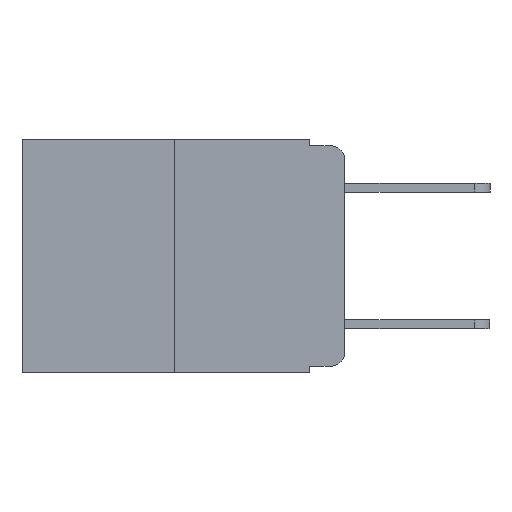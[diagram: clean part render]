
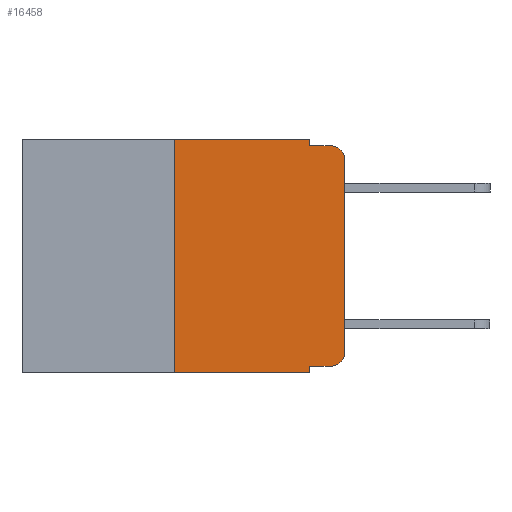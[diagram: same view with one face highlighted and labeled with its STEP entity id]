
A CAD part, left-side view. The second image highlights one B-rep face of the part: STEP entity #16458.
In plain terms, the highlighted planar face has unit normal (-1, 0, 0).
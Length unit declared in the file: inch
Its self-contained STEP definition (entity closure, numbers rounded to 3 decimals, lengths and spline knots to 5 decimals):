
#304 = ORIENTED_EDGE ( 'NONE', *, *, #10787, .F. ) ;
#444 = ORIENTED_EDGE ( 'NONE', *, *, #8297, .F. ) ;
#496 = DIRECTION ( 'NONE',  ( 0., 0., -1. ) ) ;
#551 = ORIENTED_EDGE ( 'NONE', *, *, #10813, .F. ) ;
#575 = ORIENTED_EDGE ( 'NONE', *, *, #10388, .T. ) ;
#650 = LINE ( 'NONE', #17989, #9830 ) ;
#672 = ORIENTED_EDGE ( 'NONE', *, *, #10816, .F. ) ;
#684 = DIRECTION ( 'NONE',  ( -1., 0., 0. ) ) ;
#743 = ORIENTED_EDGE ( 'NONE', *, *, #10819, .T. ) ;
#807 = ORIENTED_EDGE ( 'NONE', *, *, #10823, .T. ) ;
#2647 = CARTESIAN_POINT ( 'NONE',  ( 0., 0.051, -0.333 ) ) ;
#3022 = VERTEX_POINT ( 'NONE', #5429 ) ;
#3178 = CARTESIAN_POINT ( 'NONE',  ( 0., 0.051, 0. ) ) ;
#3382 = FACE_OUTER_BOUND ( 'NONE', #4758, .T. ) ;
#3906 = CIRCLE ( 'NONE', #19330, 0.02 ) ;
#4219 = CARTESIAN_POINT ( 'NONE',  ( 0., 0., 0. ) ) ;
#4296 = DIRECTION ( 'NONE',  ( 0., -1., 0. ) ) ;
#4377 = CARTESIAN_POINT ( 'NONE',  ( 0., 0.051, 0. ) ) ;
#4425 = LINE ( 'NONE', #4377, #16353 ) ;
#4431 = DIRECTION ( 'NONE',  ( 0., -1., 0. ) ) ;
#4758 = EDGE_LOOP ( 'NONE', ( #15972, #16598, #16887, #304, #444, #551, #575, #672, #743, #807 ) ) ;
#5429 = CARTESIAN_POINT ( 'NONE',  ( 0., 0.02, -0.333 ) ) ;
#6033 = VECTOR ( 'NONE', #19754, 39.37008 ) ;
#6302 = VERTEX_POINT ( 'NONE', #15942 ) ;
#7631 = CARTESIAN_POINT ( 'NONE',  ( 0., 0.051, -0.01 ) ) ;
#7708 = CARTESIAN_POINT ( 'NONE',  ( 0., 0.051, 0. ) ) ;
#7797 = LINE ( 'NONE', #2647, #19068 ) ;
#8297 = EDGE_CURVE ( 'NONE', #6302, #18914, #650, .T. ) ;
#8335 = LINE ( 'NONE', #7708, #19495 ) ;
#9439 = CIRCLE ( 'NONE', #12904, 0.02 ) ;
#9473 = VERTEX_POINT ( 'NONE', #16085 ) ;
#9518 = DIRECTION ( 'NONE',  ( -1., 0., 0. ) ) ;
#9830 = VECTOR ( 'NONE', #10926, 39.37008 ) ;
#10008 = CARTESIAN_POINT ( 'NONE',  ( 0., 0.02, -0.01 ) ) ;
#10214 = CARTESIAN_POINT ( 'NONE',  ( 0., 0., -0.313 ) ) ;
#10388 = EDGE_CURVE ( 'NONE', #9473, #19615, #10477, .T. ) ;
#10477 = LINE ( 'NONE', #18404, #6033 ) ;
#10749 = DIRECTION ( 'NONE',  ( 1., 0., 0. ) ) ;
#10751 = EDGE_CURVE ( 'NONE', #13061, #15363, #17220, .T. ) ;
#10753 = EDGE_CURVE ( 'NONE', #15363, #11010, #9439, .T. ) ;
#10782 = EDGE_CURVE ( 'NONE', #19326, #11010, #13080, .T. ) ;
#10787 = EDGE_CURVE ( 'NONE', #18914, #19326, #4425, .T. ) ;
#10813 = EDGE_CURVE ( 'NONE', #9473, #6302, #15922, .T. ) ;
#10816 = EDGE_CURVE ( 'NONE', #11112, #19615, #8335, .T. ) ;
#10819 = EDGE_CURVE ( 'NONE', #11112, #3022, #7797, .T. ) ;
#10823 = EDGE_CURVE ( 'NONE', #3022, #13061, #3906, .T. ) ;
#10914 = CARTESIAN_POINT ( 'NONE',  ( 0., 0.02, -0.03 ) ) ;
#10926 = DIRECTION ( 'NONE',  ( 0., -1., 0. ) ) ;
#10986 = DIRECTION ( 'NONE',  ( 0., 0., -1. ) ) ;
#11010 = VERTEX_POINT ( 'NONE', #10008 ) ;
#11112 = VERTEX_POINT ( 'NONE', #11851 ) ;
#11851 = CARTESIAN_POINT ( 'NONE',  ( 0., 0.051, -0.333 ) ) ;
#12138 = VECTOR ( 'NONE', #19449, 39.37008 ) ;
#12301 = CARTESIAN_POINT ( 'NONE',  ( 0., 0., -0.03 ) ) ;
#12441 = DIRECTION ( 'NONE',  ( 0., 0., -1. ) ) ;
#12576 = DIRECTION ( 'NONE',  ( 0., 0., -1. ) ) ;
#12603 = VECTOR ( 'NONE', #4296, 39.37008 ) ;
#12904 = AXIS2_PLACEMENT_3D ( 'NONE', #10914, #684, #12441 ) ;
#13061 = VERTEX_POINT ( 'NONE', #10214 ) ;
#13080 = LINE ( 'NONE', #7631, #12603 ) ;
#13715 = PLANE ( 'NONE',  #15083 ) ;
#15083 = AXIS2_PLACEMENT_3D ( 'NONE', #17825, #10749, #496 ) ;
#15363 = VERTEX_POINT ( 'NONE', #12301 ) ;
#15523 = CARTESIAN_POINT ( 'NONE',  ( 0., 0.051, -0.343 ) ) ;
#15922 = LINE ( 'NONE', #18092, #12138 ) ;
#15942 = CARTESIAN_POINT ( 'NONE',  ( 0., 0.25, 0. ) ) ;
#15972 = ORIENTED_EDGE ( 'NONE', *, *, #10751, .T. ) ;
#16085 = CARTESIAN_POINT ( 'NONE',  ( 0., 0.25, -0.343 ) ) ;
#16353 = VECTOR ( 'NONE', #10986, 39.37008 ) ;
#16377 = CARTESIAN_POINT ( 'NONE',  ( 0., 0.051, -0.01 ) ) ;
#16458 = ADVANCED_FACE ( 'NONE', ( #3382 ), #13715, .F. ) ;
#16598 = ORIENTED_EDGE ( 'NONE', *, *, #10753, .T. ) ;
#16651 = DIRECTION ( 'NONE',  ( 0., 0., 1. ) ) ;
#16797 = VECTOR ( 'NONE', #16651, 39.37008 ) ;
#16887 = ORIENTED_EDGE ( 'NONE', *, *, #10782, .F. ) ;
#17220 = LINE ( 'NONE', #4219, #16797 ) ;
#17825 = CARTESIAN_POINT ( 'NONE',  ( 0., 0.473, 0. ) ) ;
#17989 = CARTESIAN_POINT ( 'NONE',  ( 0., 0.473, 0. ) ) ;
#18092 = CARTESIAN_POINT ( 'NONE',  ( 0., 0.25, 0. ) ) ;
#18160 = CARTESIAN_POINT ( 'NONE',  ( 0., 0.02, -0.313 ) ) ;
#18404 = CARTESIAN_POINT ( 'NONE',  ( 0., 0.473, -0.343 ) ) ;
#18914 = VERTEX_POINT ( 'NONE', #3178 ) ;
#19068 = VECTOR ( 'NONE', #4431, 39.37008 ) ;
#19326 = VERTEX_POINT ( 'NONE', #16377 ) ;
#19330 = AXIS2_PLACEMENT_3D ( 'NONE', #18160, #9518, #19501 ) ;
#19449 = DIRECTION ( 'NONE',  ( 0., 0., 1. ) ) ;
#19495 = VECTOR ( 'NONE', #12576, 39.37008 ) ;
#19501 = DIRECTION ( 'NONE',  ( 0., 0., -1. ) ) ;
#19615 = VERTEX_POINT ( 'NONE', #15523 ) ;
#19754 = DIRECTION ( 'NONE',  ( 0., -1., 0. ) ) ;
